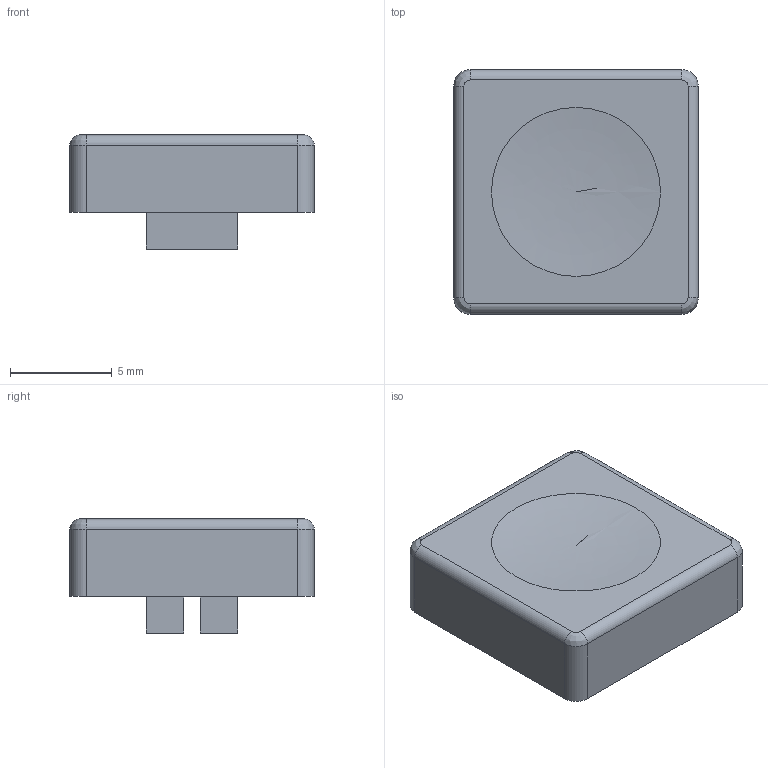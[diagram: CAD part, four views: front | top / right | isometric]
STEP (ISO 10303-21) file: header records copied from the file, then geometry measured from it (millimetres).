
FILE_DESCRIPTION((''),'2;1');
FILE_NAME('4Jxxx.stp','2017-12-13T09:21:09',('mroman'),(''),'Autodesk Inventor 2012','Autodesk Inventor 2012','');
FILE_SCHEMA(('CONFIG_CONTROL_DESIGN'));
Length unit declared in the file: millimetre
Products named in the file (1): 4Jxxx
Bounding box: 12 x 12 x 5.6 mm (x, y, z)
Volume: 241.3 mm3; surface area: 724.8 mm2
Topology: 1 solids, 1 shells, 51 faces, 128 edges, 83 vertices
Faces by surface type: plane 30, cylinder 16, bspline 5
Entity records: 1715 total; most frequent: CARTESIAN_POINT 460, DIRECTION 256, ORIENTED_EDGE 250, EDGE_CURVE 125, VECTOR 88, LINE 88, AXIS2_PLACEMENT_3D 84, VERTEX_POINT 81
